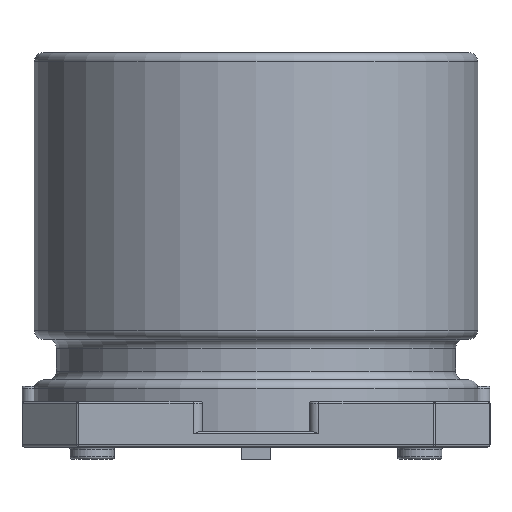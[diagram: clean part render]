
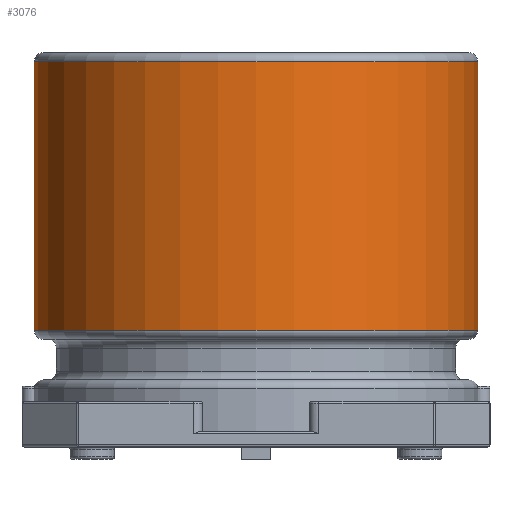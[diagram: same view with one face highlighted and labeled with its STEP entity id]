
A CAD part, left-side view. The second image highlights one B-rep face of the part: STEP entity #3076.
In plain terms, the highlighted cylindrical face has radius 9 mm (diameter 18 mm), a full revolution.
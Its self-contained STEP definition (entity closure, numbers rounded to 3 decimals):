
#314=CYLINDRICAL_SURFACE('',#3345,9.);
#435=FACE_OUTER_BOUND('',#584,.T.);
#584=EDGE_LOOP('',(#2815,#2816,#2817,#2818,#2819,#2820));
#744=LINE('',#5836,#892);
#892=VECTOR('',#3995,9.);
#1024=CIRCLE('',#3343,9.);
#1025=CIRCLE('',#3344,9.);
#1026=CIRCLE('',#3346,9.);
#1027=CIRCLE('',#3347,9.);
#1413=VERTEX_POINT('',#5829);
#1414=VERTEX_POINT('',#5831);
#1415=VERTEX_POINT('',#5835);
#1416=VERTEX_POINT('',#5837);
#1890=EDGE_CURVE('',#1413,#1414,#1024,.T.);
#1891=EDGE_CURVE('',#1414,#1413,#1025,.T.);
#1892=EDGE_CURVE('',#1414,#1415,#744,.T.);
#1893=EDGE_CURVE('',#1416,#1415,#1026,.T.);
#1894=EDGE_CURVE('',#1415,#1416,#1027,.T.);
#2815=ORIENTED_EDGE('',*,*,#1891,.F.);
#2816=ORIENTED_EDGE('',*,*,#1892,.T.);
#2817=ORIENTED_EDGE('',*,*,#1893,.F.);
#2818=ORIENTED_EDGE('',*,*,#1894,.F.);
#2819=ORIENTED_EDGE('',*,*,#1892,.F.);
#2820=ORIENTED_EDGE('',*,*,#1890,.F.);
#3076=ADVANCED_FACE('',(#435),#314,.T.);
#3343=AXIS2_PLACEMENT_3D('',#5832,#3989,#3990);
#3344=AXIS2_PLACEMENT_3D('',#5833,#3991,#3992);
#3345=AXIS2_PLACEMENT_3D('',#5834,#3993,#3994);
#3346=AXIS2_PLACEMENT_3D('',#5838,#3996,#3997);
#3347=AXIS2_PLACEMENT_3D('',#5839,#3998,#3999);
#3989=DIRECTION('center_axis',(0.,0.,1.));
#3990=DIRECTION('ref_axis',(0.,1.,0.));
#3991=DIRECTION('center_axis',(0.,0.,1.));
#3992=DIRECTION('ref_axis',(0.,1.,0.));
#3993=DIRECTION('center_axis',(0.,0.,1.));
#3994=DIRECTION('ref_axis',(0.,1.,0.));
#3995=DIRECTION('',(0.,0.,-1.));
#3996=DIRECTION('center_axis',(0.,0.,-1.));
#3997=DIRECTION('ref_axis',(0.,-1.,0.));
#3998=DIRECTION('center_axis',(0.,0.,-1.));
#3999=DIRECTION('ref_axis',(0.,-1.,0.));
#5829=CARTESIAN_POINT('',(0.,9.,16.14));
#5831=CARTESIAN_POINT('',(0.,-9.,16.14));
#5832=CARTESIAN_POINT('Origin',(0.,0.,16.14));
#5833=CARTESIAN_POINT('Origin',(0.,0.,16.14));
#5834=CARTESIAN_POINT('Origin',(0.,0.,1.114));
#5835=CARTESIAN_POINT('',(0.,-9.,5.228));
#5836=CARTESIAN_POINT('',(0.,-9.,1.114));
#5837=CARTESIAN_POINT('',(0.,9.,5.228));
#5838=CARTESIAN_POINT('Origin',(0.,0.,5.228));
#5839=CARTESIAN_POINT('Origin',(0.,0.,5.228));
